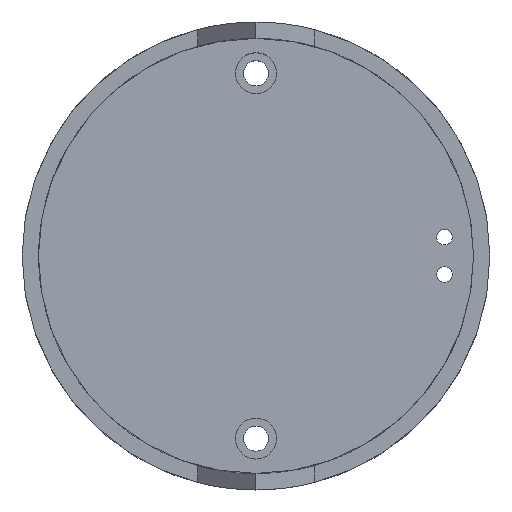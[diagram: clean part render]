
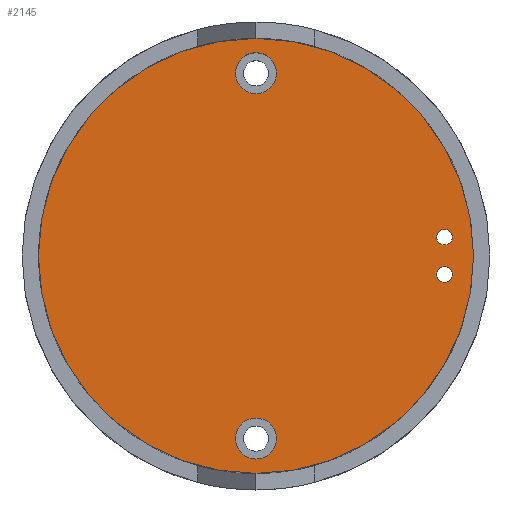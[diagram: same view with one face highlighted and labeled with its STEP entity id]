
A CAD part, top view. The second image highlights one B-rep face of the part: STEP entity #2145.
In plain terms, the highlighted planar face has unit normal (0, 0, 1).
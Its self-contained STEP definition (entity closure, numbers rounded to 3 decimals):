
#717 = VERTEX_POINT('',#718);
#718 = CARTESIAN_POINT('',(25.175,-2.4,15.));
#724 = EDGE_CURVE('',#717,#717,#725,.T.);
#725 = CIRCLE('',#726,1.);
#726 = AXIS2_PLACEMENT_3D('',#727,#728,#729);
#727 = CARTESIAN_POINT('',(24.175,-2.4,15.));
#728 = DIRECTION('',(0.,0.,-1.));
#729 = DIRECTION('',(1.,0.,0.));
#742 = VERTEX_POINT('',#743);
#743 = CARTESIAN_POINT('',(25.175,2.4,15.));
#749 = EDGE_CURVE('',#742,#742,#750,.T.);
#750 = CIRCLE('',#751,1.);
#751 = AXIS2_PLACEMENT_3D('',#752,#753,#754);
#752 = CARTESIAN_POINT('',(24.175,2.4,15.));
#753 = DIRECTION('',(0.,0.,-1.));
#754 = DIRECTION('',(1.,0.,0.));
#791 = VERTEX_POINT('',#792);
#792 = CARTESIAN_POINT('',(27.9,0.,15.));
#826 = EDGE_CURVE('',#791,#791,#827,.T.);
#827 = CIRCLE('',#828,27.9);
#828 = AXIS2_PLACEMENT_3D('',#829,#830,#831);
#829 = CARTESIAN_POINT('',(0.,0.,15.));
#830 = DIRECTION('',(0.,0.,1.));
#831 = DIRECTION('',(1.,0.,0.));
#2145 = ADVANCED_FACE('',(#2146,#2149,#2160,#2163,#2174),#2177,.T.);
#2146 = FACE_BOUND('',#2147,.T.);
#2147 = EDGE_LOOP('',(#2148));
#2148 = ORIENTED_EDGE('',*,*,#826,.T.);
#2149 = FACE_BOUND('',#2150,.T.);
#2150 = EDGE_LOOP('',(#2151));
#2151 = ORIENTED_EDGE('',*,*,#2152,.F.);
#2152 = EDGE_CURVE('',#2153,#2153,#2155,.T.);
#2153 = VERTEX_POINT('',#2154);
#2154 = CARTESIAN_POINT('',(2.625,-23.428,15.));
#2155 = CIRCLE('',#2156,2.625);
#2156 = AXIS2_PLACEMENT_3D('',#2157,#2158,#2159);
#2157 = CARTESIAN_POINT('',(0.,-23.428,15.));
#2158 = DIRECTION('',(0.,0.,1.));
#2159 = DIRECTION('',(1.,0.,0.));
#2160 = FACE_BOUND('',#2161,.T.);
#2161 = EDGE_LOOP('',(#2162));
#2162 = ORIENTED_EDGE('',*,*,#724,.T.);
#2163 = FACE_BOUND('',#2164,.T.);
#2164 = EDGE_LOOP('',(#2165));
#2165 = ORIENTED_EDGE('',*,*,#2166,.F.);
#2166 = EDGE_CURVE('',#2167,#2167,#2169,.T.);
#2167 = VERTEX_POINT('',#2168);
#2168 = CARTESIAN_POINT('',(-2.625,23.428,15.));
#2169 = CIRCLE('',#2170,2.625);
#2170 = AXIS2_PLACEMENT_3D('',#2171,#2172,#2173);
#2171 = CARTESIAN_POINT('',(0.,23.428,15.));
#2172 = DIRECTION('',(0.,0.,1.));
#2173 = DIRECTION('',(-1.,0.,0.));
#2174 = FACE_BOUND('',#2175,.T.);
#2175 = EDGE_LOOP('',(#2176));
#2176 = ORIENTED_EDGE('',*,*,#749,.T.);
#2177 = PLANE('',#2178);
#2178 = AXIS2_PLACEMENT_3D('',#2179,#2180,#2181);
#2179 = CARTESIAN_POINT('',(0.,0.,15.)
  );
#2180 = DIRECTION('',(0.,0.,1.));
#2181 = DIRECTION('',(1.,0.,0.));
